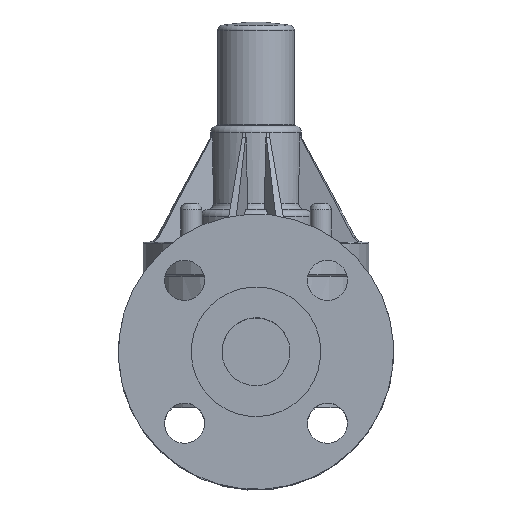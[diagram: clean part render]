
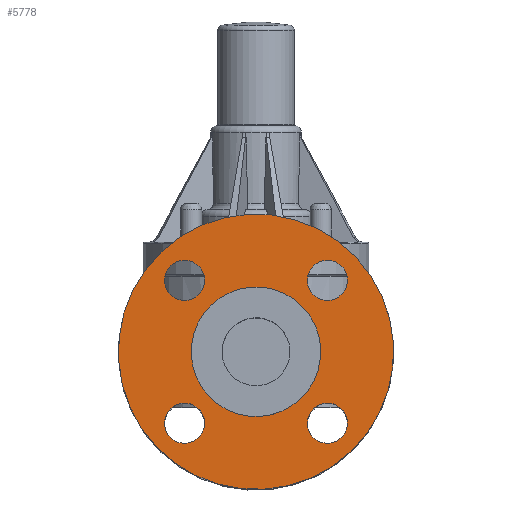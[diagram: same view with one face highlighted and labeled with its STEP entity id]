
A CAD part, top view. The second image highlights one B-rep face of the part: STEP entity #5778.
In plain terms, the highlighted planar face has unit normal (0, 0, 1).
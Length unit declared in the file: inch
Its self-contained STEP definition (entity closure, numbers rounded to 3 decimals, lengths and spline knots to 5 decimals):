
#5707=CARTESIAN_POINT('',(0.70711,0.15089,3.758));
#5708=DIRECTION('',(0.0,0.0,1.0));
#5709=DIRECTION('',(-0.707,-0.707,0.0));
#5710=AXIS2_PLACEMENT_3D('',#5707,#5708,#5709);
#5711=PLANE('',#5710);
#5712=CARTESIAN_POINT('',(2.03904,0.25973,3.758));
#5713=VERTEX_POINT('',#5712);
#5714=CARTESIAN_POINT('',(0.,0.858,3.758));
#5715=DIRECTION('',(0.,0.,1.));
#5716=DIRECTION('',(0.707,0.707,0.));
#5717=AXIS2_PLACEMENT_3D('',#5714,#5715,#5716);
#5718=CIRCLE('',#5717,2.125);
#5719=EDGE_CURVE('',#5713,#5713,#5718,.T.);
#5720=ORIENTED_EDGE('',*,*,#5719,.T.);
#5721=EDGE_LOOP('',(#5720));
#5722=FACE_OUTER_BOUND('',#5721,.T.);
#5723=CARTESIAN_POINT('',(1.40055,-0.33236,3.758));
#5724=VERTEX_POINT('',#5723);
#5725=CARTESIAN_POINT('',(1.10309,-0.24509,3.758));
#5726=DIRECTION('',(0.,0.,1.));
#5727=DIRECTION('',(0.707,0.707,0.));
#5728=AXIS2_PLACEMENT_3D('',#5725,#5726,#5727);
#5729=CIRCLE('',#5728,0.31);
#5730=EDGE_CURVE('',#5724,#5724,#5729,.T.);
#5731=ORIENTED_EDGE('',*,*,#5730,.F.);
#5732=EDGE_LOOP('',(#5731));
#5733=FACE_BOUND('',#5732,.T.);
#5734=CARTESIAN_POINT('',(-1.19036,-0.54255,3.758));
#5735=VERTEX_POINT('',#5734);
#5736=CARTESIAN_POINT('',(-1.10309,-0.24509,3.758));
#5737=DIRECTION('',(0.,0.,1.));
#5738=DIRECTION('',(0.707,0.707,0.));
#5739=AXIS2_PLACEMENT_3D('',#5736,#5737,#5738);
#5740=CIRCLE('',#5739,0.31);
#5741=EDGE_CURVE('',#5735,#5735,#5740,.T.);
#5742=ORIENTED_EDGE('',*,*,#5741,.F.);
#5743=EDGE_LOOP('',(#5742));
#5744=FACE_BOUND('',#5743,.T.);
#5745=CARTESIAN_POINT('',(-1.40055,2.04836,3.758));
#5746=VERTEX_POINT('',#5745);
#5747=CARTESIAN_POINT('',(-1.10309,1.96109,3.758));
#5748=DIRECTION('',(0.,0.,1.));
#5749=DIRECTION('',(0.707,0.707,0.));
#5750=AXIS2_PLACEMENT_3D('',#5747,#5748,#5749);
#5751=CIRCLE('',#5750,0.31);
#5752=EDGE_CURVE('',#5746,#5746,#5751,.T.);
#5753=ORIENTED_EDGE('',*,*,#5752,.F.);
#5754=EDGE_LOOP('',(#5753));
#5755=FACE_BOUND('',#5754,.T.);
#5756=CARTESIAN_POINT('',(0.95955,0.57646,3.758));
#5757=VERTEX_POINT('',#5756);
#5758=CARTESIAN_POINT('',(0.,0.858,3.758));
#5759=DIRECTION('',(0.,0.,1.));
#5760=DIRECTION('',(0.707,0.707,0.));
#5761=AXIS2_PLACEMENT_3D('',#5758,#5759,#5760);
#5762=CIRCLE('',#5761,1.0);
#5763=EDGE_CURVE('',#5757,#5757,#5762,.T.);
#5764=ORIENTED_EDGE('',*,*,#5763,.F.);
#5765=EDGE_LOOP('',(#5764));
#5766=FACE_BOUND('',#5765,.T.);
#5767=CARTESIAN_POINT('',(1.19036,2.25855,3.758));
#5768=VERTEX_POINT('',#5767);
#5769=CARTESIAN_POINT('',(1.10309,1.96109,3.758));
#5770=DIRECTION('',(0.,0.,1.));
#5771=DIRECTION('',(0.707,0.707,0.));
#5772=AXIS2_PLACEMENT_3D('',#5769,#5770,#5771);
#5773=CIRCLE('',#5772,0.31);
#5774=EDGE_CURVE('',#5768,#5768,#5773,.T.);
#5775=ORIENTED_EDGE('',*,*,#5774,.F.);
#5776=EDGE_LOOP('',(#5775));
#5777=FACE_BOUND('',#5776,.T.);
#5778=ADVANCED_FACE('',(#5722,#5733,#5744,#5755,#5766,#5777),#5711,.T.);
